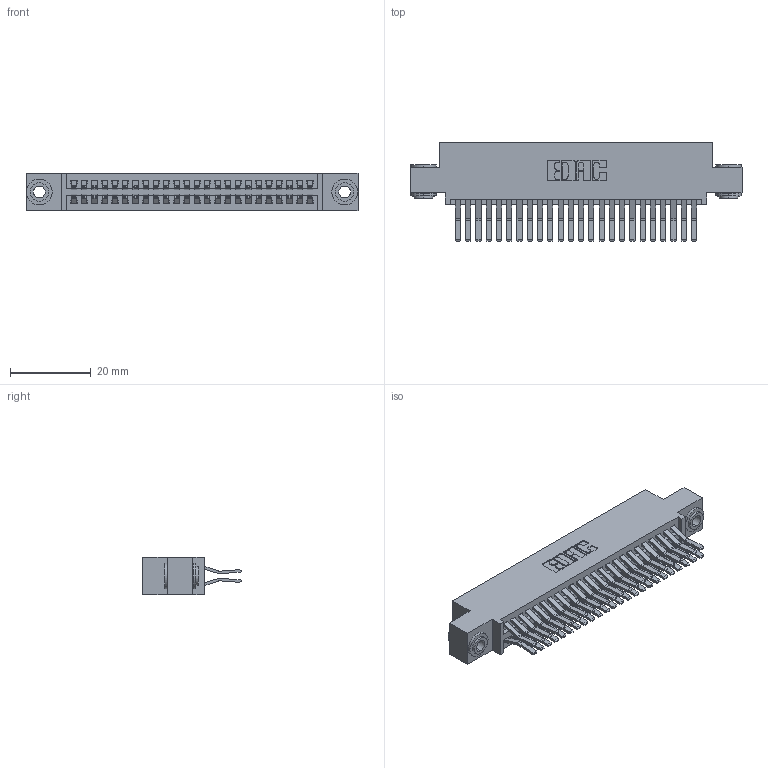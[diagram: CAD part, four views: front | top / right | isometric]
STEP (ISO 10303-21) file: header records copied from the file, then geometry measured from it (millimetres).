
FILE_DESCRIPTION (( 'STEP AP203' ), '1' );
FILE_NAME ('345-048-560-503.STEP', '2019-10-29T11:00:27', ( '' ), ( '' ), 'SwSTEP 2.0', 'SolidWorks 2016', '' );
FILE_SCHEMA (( 'CONFIG_CONTROL_DESIGN' ));
Length unit declared in the file: inch
Products named in the file (4): 345-048-560-503; 345-250-002_345-250-002-102; 345-292-001_560 Tail; 345 Part_0.110 Offset - 0.156 Dia-TH
Assembly tree (51 placements, depth 2):
  345-048-560-503
    345 Part_0.110 Offset - 0.156 Dia-TH
    345-292-001_560 Tail  x48
    345-250-002_345-250-002-102  x2
Bounding box: 82.17 x 24.45 x 9.4 mm (x, y, z)
Volume: 8075.5 mm3; surface area: 12695.3 mm2
Topology: 51 solids, 51 shells, 2664 faces, 7869 edges, 5178 vertices
Faces by surface type: plane 1678, cylinder 978, cone 8
Entity records: 22124 total; most frequent: CARTESIAN_POINT 3703, ORIENTED_EDGE 3630, DIRECTION 3321, EDGE_CURVE 1815, LINE 1559, VECTOR 1559, VERTEX_POINT 1206, AXIS2_PLACEMENT_3D 881
